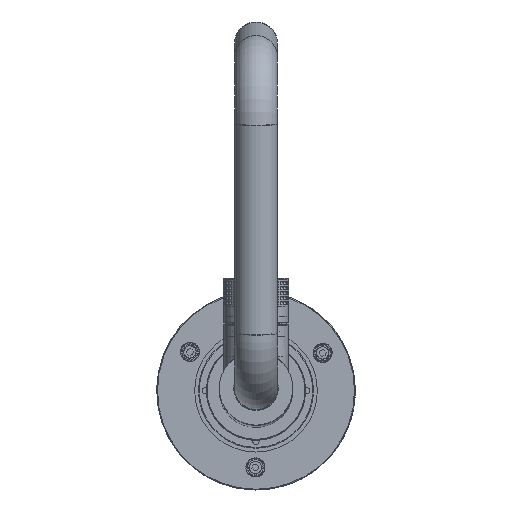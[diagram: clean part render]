
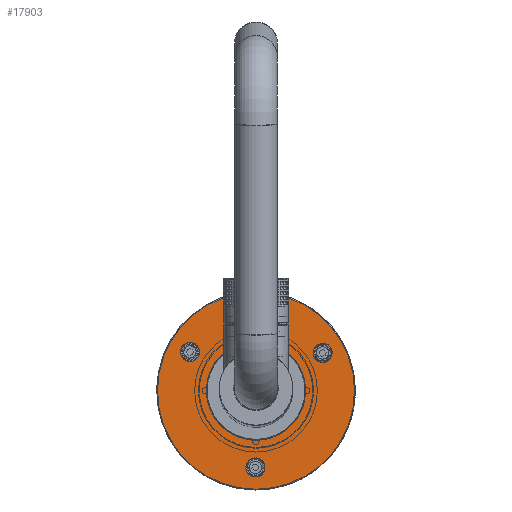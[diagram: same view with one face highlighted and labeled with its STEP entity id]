
A CAD part, top view. The second image highlights one B-rep face of the part: STEP entity #17903.
In plain terms, the highlighted planar face has unit normal (0, 0, 1).
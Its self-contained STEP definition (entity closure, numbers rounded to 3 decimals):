
#3096=PLANE('',#25613);
#4730=ORIENTED_EDGE('',*,*,#8872,.F.);
#4731=ORIENTED_EDGE('',*,*,#8873,.T.);
#4732=ORIENTED_EDGE('',*,*,#8868,.T.);
#4733=ORIENTED_EDGE('',*,*,#8869,.T.);
#4734=ORIENTED_EDGE('',*,*,#8870,.T.);
#8868=EDGE_CURVE('',#11037,#11037,#12720,.F.);
#8869=EDGE_CURVE('',#11038,#11038,#12721,.F.);
#8870=EDGE_CURVE('',#11039,#11039,#12722,.F.);
#8872=EDGE_CURVE('',#11041,#11041,#12724,.T.);
#8873=EDGE_CURVE('',#11042,#11042,#12725,.T.);
#11037=VERTEX_POINT('',#35602);
#11038=VERTEX_POINT('',#35605);
#11039=VERTEX_POINT('',#35608);
#11041=VERTEX_POINT('',#35614);
#11042=VERTEX_POINT('',#35616);
#12720=CIRCLE('',#25606,6.25);
#12721=CIRCLE('',#25608,6.25);
#12722=CIRCLE('',#25610,6.25);
#12724=CIRCLE('',#25614,29.15);
#12725=CIRCLE('',#25615,64.25);
#13830=EDGE_LOOP('',(#4730));
#13831=EDGE_LOOP('',(#4731));
#13832=EDGE_LOOP('',(#4732));
#13833=EDGE_LOOP('',(#4733));
#13834=EDGE_LOOP('',(#4734));
#15921=FACE_BOUND('',#13830,.T.);
#15922=FACE_BOUND('',#13831,.T.);
#15923=FACE_BOUND('',#13832,.T.);
#15924=FACE_BOUND('',#13833,.T.);
#15925=FACE_BOUND('',#13834,.T.);
#17903=ADVANCED_FACE('',(#15921,#15922,#15923,#15924,#15925),#3096,.T.);
#25606=AXIS2_PLACEMENT_3D('',#35601,#28575,#28576);
#25608=AXIS2_PLACEMENT_3D('',#35604,#28579,#28580);
#25610=AXIS2_PLACEMENT_3D('',#35607,#28583,#28584);
#25613=AXIS2_PLACEMENT_3D('',#35612,#28589,#28590);
#25614=AXIS2_PLACEMENT_3D('',#35613,#28591,#28592);
#25615=AXIS2_PLACEMENT_3D('',#35615,#28593,#28594);
#28575=DIRECTION('',(0.,0.,1.));
#28576=DIRECTION('',(0.588,-0.809,0.));
#28579=DIRECTION('',(0.,0.,1.));
#28580=DIRECTION('',(0.809,0.588,0.));
#28583=DIRECTION('',(0.,0.,1.));
#28584=DIRECTION('',(0.809,0.588,0.));
#28589=DIRECTION('',(0.,0.,1.));
#28590=DIRECTION('',(0.112,0.994,0.));
#28591=DIRECTION('',(0.,0.,1.));
#28592=DIRECTION('',(1.,0.,0.));
#28593=DIRECTION('',(0.,0.,1.));
#28594=DIRECTION('',(1.,0.,0.));
#35601=CARTESIAN_POINT('',(-49.999,0.369,-805.8));
#35602=CARTESIAN_POINT('',(-46.325,-4.687,-805.8));
#35604=CARTESIAN_POINT('',(25.319,43.115,-805.8));
#35605=CARTESIAN_POINT('',(30.376,46.789,-805.8));
#35607=CARTESIAN_POINT('',(24.679,-43.485,-805.8));
#35608=CARTESIAN_POINT('',(29.736,-39.811,-805.8));
#35612=CARTESIAN_POINT('',(57.1,-71.587,-805.8));
#35613=CARTESIAN_POINT('',(0.,0.,-805.8));
#35614=CARTESIAN_POINT('',(29.15,0.,-805.8));
#35615=CARTESIAN_POINT('',(0.,0.,-805.8));
#35616=CARTESIAN_POINT('',(64.25,0.,-805.8));
